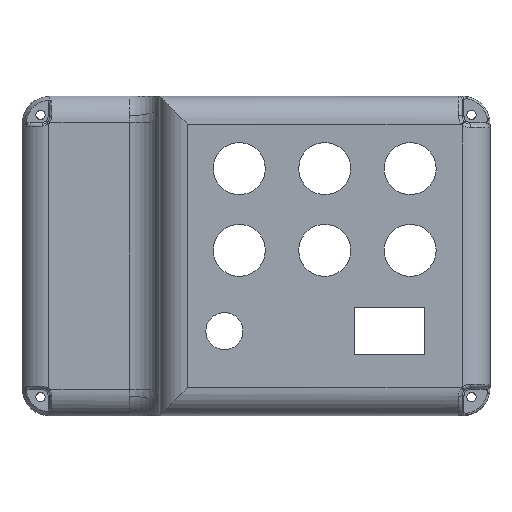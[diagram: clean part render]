
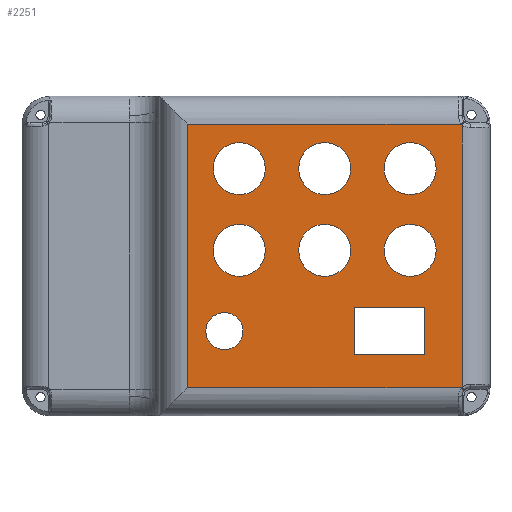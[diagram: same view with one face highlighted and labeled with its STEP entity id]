
A CAD part, top view. The second image highlights one B-rep face of the part: STEP entity #2251.
In plain terms, the highlighted planar face has unit normal (0, 0, 1).
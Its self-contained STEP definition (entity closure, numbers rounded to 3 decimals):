
#80=FACE_BOUND('',#370,.T.);
#81=FACE_BOUND('',#371,.T.);
#82=FACE_BOUND('',#372,.T.);
#83=FACE_BOUND('',#373,.T.);
#84=FACE_BOUND('',#374,.T.);
#85=FACE_BOUND('',#375,.T.);
#86=FACE_BOUND('',#376,.T.);
#87=FACE_BOUND('',#377,.T.);
#173=PLANE('',#2450);
#226=FACE_OUTER_BOUND('',#369,.T.);
#369=EDGE_LOOP('',(#1584,#1585,#1586,#1587,#1588,#1589));
#370=EDGE_LOOP('',(#1590));
#371=EDGE_LOOP('',(#1591));
#372=EDGE_LOOP('',(#1592));
#373=EDGE_LOOP('',(#1593));
#374=EDGE_LOOP('',(#1594));
#375=EDGE_LOOP('',(#1595));
#376=EDGE_LOOP('',(#1596));
#377=EDGE_LOOP('',(#1597,#1598,#1599,#1600));
#536=LINE('',#3684,#651);
#538=LINE('',#3690,#653);
#539=LINE('',#3694,#654);
#540=LINE('',#3695,#655);
#541=LINE('',#3700,#656);
#542=LINE('',#3702,#657);
#543=LINE('',#3704,#658);
#544=LINE('',#3705,#659);
#651=VECTOR('',#2816,10.);
#653=VECTOR('',#2822,10.);
#654=VECTOR('',#2825,10.);
#655=VECTOR('',#2826,10.);
#656=VECTOR('',#2829,10.);
#657=VECTOR('',#2830,10.);
#658=VECTOR('',#2831,10.);
#659=VECTOR('',#2832,10.);
#740=CIRCLE('',#2387,7.);
#742=CIRCLE('',#2390,7.);
#744=CIRCLE('',#2393,7.);
#746=CIRCLE('',#2396,7.);
#748=CIRCLE('',#2399,7.);
#750=CIRCLE('',#2402,7.);
#783=CIRCLE('',#2442,3.);
#788=CIRCLE('',#2451,3.);
#789=CIRCLE('',#2452,5.);
#904=VERTEX_POINT('',#3333);
#906=VERTEX_POINT('',#3339);
#908=VERTEX_POINT('',#3345);
#910=VERTEX_POINT('',#3351);
#912=VERTEX_POINT('',#3357);
#914=VERTEX_POINT('',#3363);
#962=VERTEX_POINT('',#3551);
#969=VERTEX_POINT('',#3596);
#976=VERTEX_POINT('',#3683);
#978=VERTEX_POINT('',#3689);
#979=VERTEX_POINT('',#3691);
#980=VERTEX_POINT('',#3693);
#981=VERTEX_POINT('',#3696);
#982=VERTEX_POINT('',#3698);
#983=VERTEX_POINT('',#3699);
#984=VERTEX_POINT('',#3701);
#985=VERTEX_POINT('',#3703);
#1120=EDGE_CURVE('',#904,#904,#740,.T.);
#1123=EDGE_CURVE('',#906,#906,#742,.T.);
#1126=EDGE_CURVE('',#908,#908,#744,.T.);
#1129=EDGE_CURVE('',#910,#910,#746,.T.);
#1132=EDGE_CURVE('',#912,#912,#748,.T.);
#1135=EDGE_CURVE('',#914,#914,#750,.T.);
#1199=EDGE_CURVE('',#969,#962,#783,.T.);
#1208=EDGE_CURVE('',#962,#976,#536,.T.);
#1211=EDGE_CURVE('',#978,#969,#538,.T.);
#1212=EDGE_CURVE('',#979,#978,#788,.T.);
#1213=EDGE_CURVE('',#980,#979,#539,.T.);
#1214=EDGE_CURVE('',#976,#980,#540,.T.);
#1215=EDGE_CURVE('',#981,#981,#789,.T.);
#1216=EDGE_CURVE('',#982,#983,#541,.T.);
#1217=EDGE_CURVE('',#983,#984,#542,.T.);
#1218=EDGE_CURVE('',#984,#985,#543,.T.);
#1219=EDGE_CURVE('',#985,#982,#544,.T.);
#1584=ORIENTED_EDGE('',*,*,#1199,.F.);
#1585=ORIENTED_EDGE('',*,*,#1211,.F.);
#1586=ORIENTED_EDGE('',*,*,#1212,.F.);
#1587=ORIENTED_EDGE('',*,*,#1213,.F.);
#1588=ORIENTED_EDGE('',*,*,#1214,.F.);
#1589=ORIENTED_EDGE('',*,*,#1208,.F.);
#1590=ORIENTED_EDGE('',*,*,#1120,.T.);
#1591=ORIENTED_EDGE('',*,*,#1123,.T.);
#1592=ORIENTED_EDGE('',*,*,#1126,.T.);
#1593=ORIENTED_EDGE('',*,*,#1129,.T.);
#1594=ORIENTED_EDGE('',*,*,#1132,.T.);
#1595=ORIENTED_EDGE('',*,*,#1135,.T.);
#1596=ORIENTED_EDGE('',*,*,#1215,.T.);
#1597=ORIENTED_EDGE('',*,*,#1216,.T.);
#1598=ORIENTED_EDGE('',*,*,#1217,.T.);
#1599=ORIENTED_EDGE('',*,*,#1218,.T.);
#1600=ORIENTED_EDGE('',*,*,#1219,.T.);
#2251=ADVANCED_FACE('',(#226,#80,#81,#82,#83,#84,#85,#86,#87),#173,.T.);
#2387=AXIS2_PLACEMENT_3D('',#3334,#2666,#2667);
#2390=AXIS2_PLACEMENT_3D('',#3340,#2673,#2674);
#2393=AXIS2_PLACEMENT_3D('',#3346,#2680,#2681);
#2396=AXIS2_PLACEMENT_3D('',#3352,#2687,#2688);
#2399=AXIS2_PLACEMENT_3D('',#3358,#2694,#2695);
#2402=AXIS2_PLACEMENT_3D('',#3364,#2701,#2702);
#2442=AXIS2_PLACEMENT_3D('',#3608,#2802,#2803);
#2450=AXIS2_PLACEMENT_3D('',#3688,#2820,#2821);
#2451=AXIS2_PLACEMENT_3D('',#3692,#2823,#2824);
#2452=AXIS2_PLACEMENT_3D('',#3697,#2827,#2828);
#2666=DIRECTION('center_axis',(0.,0.,-1.));
#2667=DIRECTION('ref_axis',(-1.,0.,0.));
#2673=DIRECTION('center_axis',(0.,0.,-1.));
#2674=DIRECTION('ref_axis',(-1.,0.,0.));
#2680=DIRECTION('center_axis',(0.,0.,-1.));
#2681=DIRECTION('ref_axis',(-1.,0.,0.));
#2687=DIRECTION('center_axis',(0.,0.,-1.));
#2688=DIRECTION('ref_axis',(-1.,0.,0.));
#2694=DIRECTION('center_axis',(0.,0.,-1.));
#2695=DIRECTION('ref_axis',(-1.,0.,0.));
#2701=DIRECTION('center_axis',(0.,0.,-1.));
#2702=DIRECTION('ref_axis',(-1.,0.,0.));
#2802=DIRECTION('center_axis',(0.,0.,1.));
#2803=DIRECTION('ref_axis',(-0.707,0.707,0.));
#2816=DIRECTION('',(-1.,0.,0.));
#2820=DIRECTION('center_axis',(0.,0.,1.));
#2821=DIRECTION('ref_axis',(1.,0.,0.));
#2822=DIRECTION('',(0.,-1.,0.));
#2823=DIRECTION('center_axis',(0.,0.,1.));
#2824=DIRECTION('ref_axis',(-0.707,-0.707,0.));
#2825=DIRECTION('',(1.,0.,0.));
#2826=DIRECTION('',(0.,1.,0.));
#2827=DIRECTION('center_axis',(0.,0.,-1.));
#2828=DIRECTION('ref_axis',(-1.,0.,0.));
#2829=DIRECTION('',(1.,0.,0.));
#2830=DIRECTION('',(0.,-1.,0.));
#2831=DIRECTION('',(-1.,0.,0.));
#2832=DIRECTION('',(0.,1.,0.));
#3333=CARTESIAN_POINT('',(88.5,66.5,63.));
#3334=CARTESIAN_POINT('Origin',(81.5,66.5,63.));
#3339=CARTESIAN_POINT('',(65.5,66.5,63.));
#3340=CARTESIAN_POINT('Origin',(58.5,66.5,63.));
#3345=CARTESIAN_POINT('',(111.5,44.5,63.));
#3346=CARTESIAN_POINT('Origin',(104.5,44.5,63.));
#3351=CARTESIAN_POINT('',(88.5,44.5,63.));
#3352=CARTESIAN_POINT('Origin',(81.5,44.5,63.));
#3357=CARTESIAN_POINT('',(65.5,44.5,63.));
#3358=CARTESIAN_POINT('Origin',(58.5,44.5,63.));
#3363=CARTESIAN_POINT('',(111.5,66.5,63.));
#3364=CARTESIAN_POINT('Origin',(104.5,66.5,63.));
#3551=CARTESIAN_POINT('',(118.264,7.5,63.));
#3596=CARTESIAN_POINT('',(118.5,7.736,63.));
#3608=CARTESIAN_POINT('Origin',(120.5,5.5,63.));
#3683=CARTESIAN_POINT('',(44.5,7.5,63.));
#3684=CARTESIAN_POINT('',(50.,7.5,63.));
#3688=CARTESIAN_POINT('Origin',(37.,0.,63.));
#3689=CARTESIAN_POINT('',(118.5,78.264,63.));
#3690=CARTESIAN_POINT('',(118.5,0.,63.));
#3691=CARTESIAN_POINT('',(118.264,78.5,63.));
#3692=CARTESIAN_POINT('Origin',(120.5,80.5,63.));
#3693=CARTESIAN_POINT('',(44.5,78.5,63.));
#3694=CARTESIAN_POINT('',(50.,78.5,63.));
#3695=CARTESIAN_POINT('',(44.5,0.,63.));
#3696=CARTESIAN_POINT('',(59.5,22.75,63.));
#3697=CARTESIAN_POINT('Origin',(54.5,22.75,63.));
#3698=CARTESIAN_POINT('',(89.5,29.,63.));
#3699=CARTESIAN_POINT('',(108.5,29.,63.));
#3700=CARTESIAN_POINT('',(63.25,29.,63.));
#3701=CARTESIAN_POINT('',(108.5,16.5,63.));
#3702=CARTESIAN_POINT('',(108.5,14.5,63.));
#3703=CARTESIAN_POINT('',(89.5,16.5,63.));
#3704=CARTESIAN_POINT('',(72.75,16.5,63.));
#3705=CARTESIAN_POINT('',(89.5,8.25,63.));
